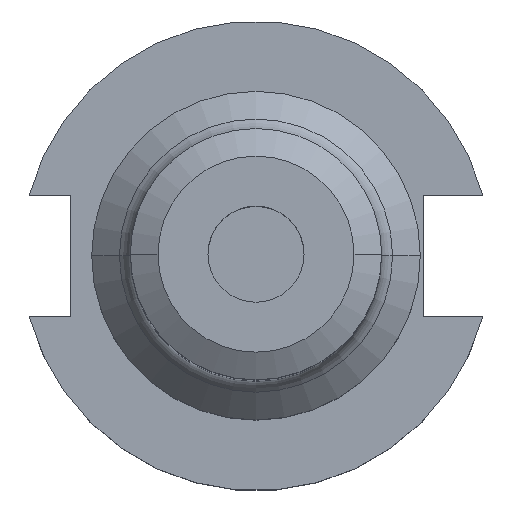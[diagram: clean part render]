
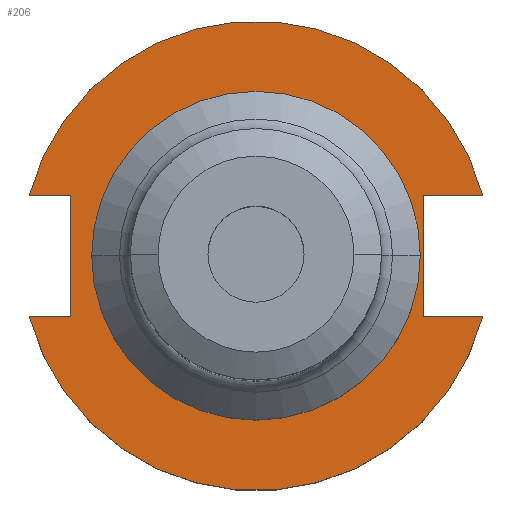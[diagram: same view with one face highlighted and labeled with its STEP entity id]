
A CAD part, top view. The second image highlights one B-rep face of the part: STEP entity #206.
In plain terms, the highlighted planar face has unit normal (0, 0, 1).
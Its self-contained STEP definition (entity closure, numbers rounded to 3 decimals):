
#18 = CARTESIAN_POINT ( 'NONE',  ( -61.091, 8.191, 19.05 ) ) ;
#26 = DIRECTION ( 'NONE',  ( 1., 0., 0. ) ) ;
#89 = CIRCLE ( 'NONE', #1171, 22.225 ) ;
#96 = CARTESIAN_POINT ( 'NONE',  ( 0., 0., 19.05 ) ) ;
#97 = EDGE_CURVE ( 'NONE', #139, #273, #899, .T. ) ;
#122 = AXIS2_PLACEMENT_3D ( 'NONE', #140, #989, #1140 ) ;
#139 = VERTEX_POINT ( 'NONE', #162 ) ;
#140 = CARTESIAN_POINT ( 'NONE',  ( 0., 0., 19.05 ) ) ;
#162 = CARTESIAN_POINT ( 'NONE',  ( -30.675, 8.191, 19.05 ) ) ;
#184 = VECTOR ( 'NONE', #1178, 1000. ) ;
#188 = DIRECTION ( 'NONE',  ( 1., 0., 0. ) ) ;
#202 = EDGE_CURVE ( 'NONE', #1313, #204, #1492, .T. ) ;
#204 = VERTEX_POINT ( 'NONE', #1616 ) ;
#206 = ADVANCED_FACE ( 'NONE', ( #1353, #419 ), #886, .F. ) ;
#210 = EDGE_CURVE ( 'NONE', #1313, #330, #1814, .T. ) ;
#234 = EDGE_CURVE ( 'NONE', #1039, #204, #1260, .T. ) ;
#273 = VERTEX_POINT ( 'NONE', #462 ) ;
#294 = VECTOR ( 'NONE', #995, 1000. ) ;
#301 = AXIS2_PLACEMENT_3D ( 'NONE', #1029, #1035, #188 ) ;
#330 = VERTEX_POINT ( 'NONE', #1659 ) ;
#331 = LINE ( 'NONE', #988, #586 ) ;
#350 = EDGE_CURVE ( 'NONE', #1115, #378, #89, .T. ) ;
#357 = DIRECTION ( 'NONE',  ( 0., -1., 0. ) ) ;
#378 = VERTEX_POINT ( 'NONE', #1126 ) ;
#407 = ORIENTED_EDGE ( 'NONE', *, *, #210, .T. ) ;
#419 = FACE_OUTER_BOUND ( 'NONE', #1018, .T. ) ;
#455 = VECTOR ( 'NONE', #357, 1000. ) ;
#462 = CARTESIAN_POINT ( 'NONE',  ( -25.091, 8.191, 19.05 ) ) ;
#470 = CARTESIAN_POINT ( 'NONE',  ( -30.675, -8.191, 19.05 ) ) ;
#499 = LINE ( 'NONE', #1222, #455 ) ;
#557 = DIRECTION ( 'NONE',  ( 1., 0., 0. ) ) ;
#561 = ORIENTED_EDGE ( 'NONE', *, *, #350, .F. ) ;
#586 = VECTOR ( 'NONE', #557, 1000. ) ;
#587 = CARTESIAN_POINT ( 'NONE',  ( 0., 22.225, 19.05 ) ) ;
#597 = ORIENTED_EDGE ( 'NONE', *, *, #632, .T. ) ;
#632 = EDGE_CURVE ( 'NONE', #1156, #139, #1514, .T. ) ;
#682 = CIRCLE ( 'NONE', #122, 22.225 ) ;
#684 = LINE ( 'NONE', #1111, #1792 ) ;
#696 = ORIENTED_EDGE ( 'NONE', *, *, #1686, .F. ) ;
#716 = DIRECTION ( 'NONE',  ( 0., 0., 1. ) ) ;
#735 = DIRECTION ( 'NONE',  ( 0., 0., -1. ) ) ;
#771 = EDGE_CURVE ( 'NONE', #1156, #330, #684, .T. ) ;
#790 = EDGE_LOOP ( 'NONE', ( #816, #561 ) ) ;
#814 = ORIENTED_EDGE ( 'NONE', *, *, #234, .T. ) ;
#816 = ORIENTED_EDGE ( 'NONE', *, *, #1322, .F. ) ;
#828 = ORIENTED_EDGE ( 'NONE', *, *, #202, .F. ) ;
#883 = CARTESIAN_POINT ( 'NONE',  ( 22.606, 22.225, 19.05 ) ) ;
#886 = PLANE ( 'NONE',  #1689 ) ;
#898 = ORIENTED_EDGE ( 'NONE', *, *, #1501, .T. ) ;
#899 = LINE ( 'NONE', #18, #294 ) ;
#943 = ORIENTED_EDGE ( 'NONE', *, *, #97, .T. ) ;
#971 = DIRECTION ( 'NONE',  ( -1., 0., 0. ) ) ;
#988 = CARTESIAN_POINT ( 'NONE',  ( -61.091, -8.191, 19.05 ) ) ;
#989 = DIRECTION ( 'NONE',  ( 0., 0., 1. ) ) ;
#995 = DIRECTION ( 'NONE',  ( 1., 0., 0. ) ) ;
#1009 = AXIS2_PLACEMENT_3D ( 'NONE', #96, #1843, #1239 ) ;
#1018 = EDGE_LOOP ( 'NONE', ( #898, #696, #814, #828, #407, #1664, #597, #943 ) ) ;
#1029 = CARTESIAN_POINT ( 'NONE',  ( 0., 0., 19.05 ) ) ;
#1035 = DIRECTION ( 'NONE',  ( 0., 0., 1. ) ) ;
#1039 = VERTEX_POINT ( 'NONE', #470 ) ;
#1096 = CARTESIAN_POINT ( 'NONE',  ( 30.675, 8.191, 19.05 ) ) ;
#1111 = CARTESIAN_POINT ( 'NONE',  ( 0., 8.191, 19.05 ) ) ;
#1115 = VERTEX_POINT ( 'NONE', #1687 ) ;
#1126 = CARTESIAN_POINT ( 'NONE',  ( 22.225, 0., 19.05 ) ) ;
#1140 = DIRECTION ( 'NONE',  ( 1., 0., 0. ) ) ;
#1156 = VERTEX_POINT ( 'NONE', #1096 ) ;
#1171 = AXIS2_PLACEMENT_3D ( 'NONE', #1879, #716, #1429 ) ;
#1178 = DIRECTION ( 'NONE',  ( 0., 1., 0. ) ) ;
#1222 = CARTESIAN_POINT ( 'NONE',  ( -25.091, 8.191, 19.05 ) ) ;
#1239 = DIRECTION ( 'NONE',  ( 1., 0., 0. ) ) ;
#1260 = CIRCLE ( 'NONE', #301, 31.75 ) ;
#1313 = VERTEX_POINT ( 'NONE', #1437 ) ;
#1316 = CARTESIAN_POINT ( 'NONE',  ( 0., -8.191, 19.05 ) ) ;
#1322 = EDGE_CURVE ( 'NONE', #378, #1115, #682, .T. ) ;
#1353 = FACE_BOUND ( 'NONE', #790, .T. ) ;
#1429 = DIRECTION ( 'NONE',  ( 1., 0., 0. ) ) ;
#1437 = CARTESIAN_POINT ( 'NONE',  ( 22.606, -8.191, 19.05 ) ) ;
#1492 = LINE ( 'NONE', #1316, #1631 ) ;
#1501 = EDGE_CURVE ( 'NONE', #273, #1521, #499, .T. ) ;
#1514 = CIRCLE ( 'NONE', #1009, 31.75 ) ;
#1521 = VERTEX_POINT ( 'NONE', #1699 ) ;
#1616 = CARTESIAN_POINT ( 'NONE',  ( 30.675, -8.191, 19.05 ) ) ;
#1631 = VECTOR ( 'NONE', #26, 1000. ) ;
#1659 = CARTESIAN_POINT ( 'NONE',  ( 22.606, 8.191, 19.05 ) ) ;
#1664 = ORIENTED_EDGE ( 'NONE', *, *, #771, .F. ) ;
#1686 = EDGE_CURVE ( 'NONE', #1039, #1521, #331, .T. ) ;
#1687 = CARTESIAN_POINT ( 'NONE',  ( -22.225, 0., 19.05 ) ) ;
#1689 = AXIS2_PLACEMENT_3D ( 'NONE', #587, #735, #1766 ) ;
#1699 = CARTESIAN_POINT ( 'NONE',  ( -25.091, -8.191, 19.05 ) ) ;
#1766 = DIRECTION ( 'NONE',  ( -1., 0., 0. ) ) ;
#1792 = VECTOR ( 'NONE', #971, 1000. ) ;
#1814 = LINE ( 'NONE', #883, #184 ) ;
#1843 = DIRECTION ( 'NONE',  ( 0., 0., 1. ) ) ;
#1879 = CARTESIAN_POINT ( 'NONE',  ( 0., 0., 19.05 ) ) ;
